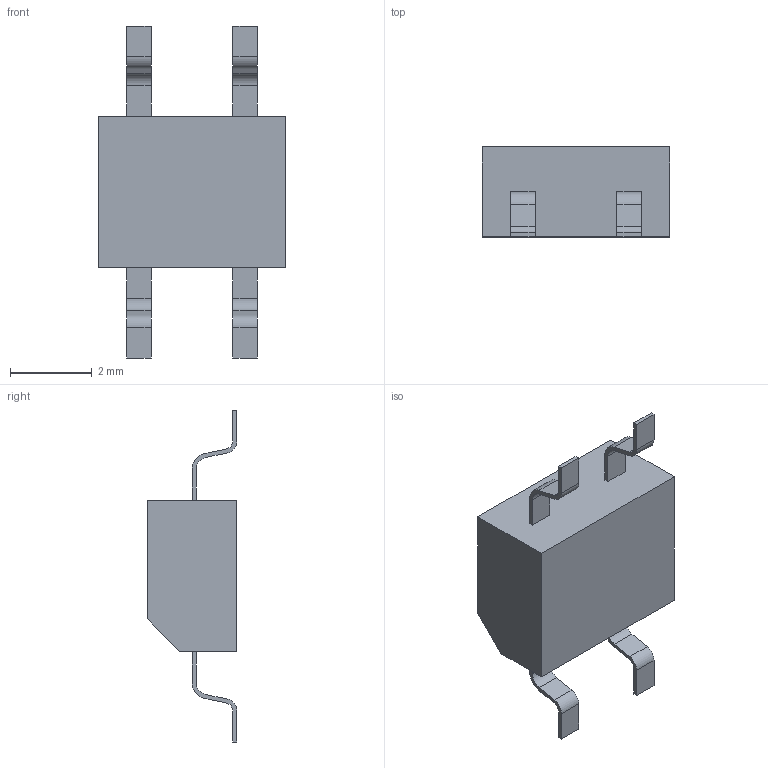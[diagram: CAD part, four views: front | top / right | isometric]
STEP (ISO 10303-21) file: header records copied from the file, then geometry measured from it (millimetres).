
FILE_DESCRIPTION(/* description */ (''),/* implementation_level */ '2;1');
FILE_NAME(/* name */ 'BridgeDiode.step',/* time_stamp */ '2021-09-01T16:08:43+03:00',/* author */ (''),/* organization */ (''),/* preprocessor_version */ 'ST-DEVELOPER v18.1',/* originating_system */ 'Autodesk Translation Framework v10.10.0.1391',/* authorisation */ '');
FILE_SCHEMA (('AUTOMOTIVE_DESIGN { 1 0 10303 214 3 1 1 }'));
Length unit declared in the file: millimetre
Products named in the file (1): BridgeDiode
Bounding box: 4.6 x 2.2 x 8.12 mm (x, y, z)
Volume: 36.7 mm3; surface area: 84.3 mm2
Topology: 5 solids, 5 shells, 63 faces, 159 edges, 106 vertices
Faces by surface type: plane 47, cylinder 16
Entity records: 1928 total; most frequent: CARTESIAN_POINT 329, DIRECTION 319, ORIENTED_EDGE 318, EDGE_CURVE 159, LINE 127, VECTOR 127, VERTEX_POINT 106, AXIS2_PLACEMENT_3D 96
